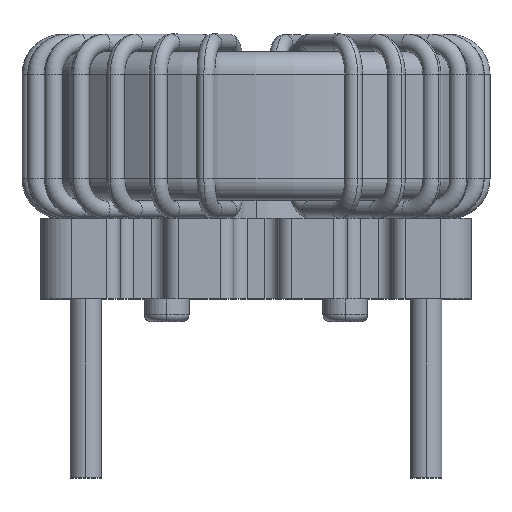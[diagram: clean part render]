
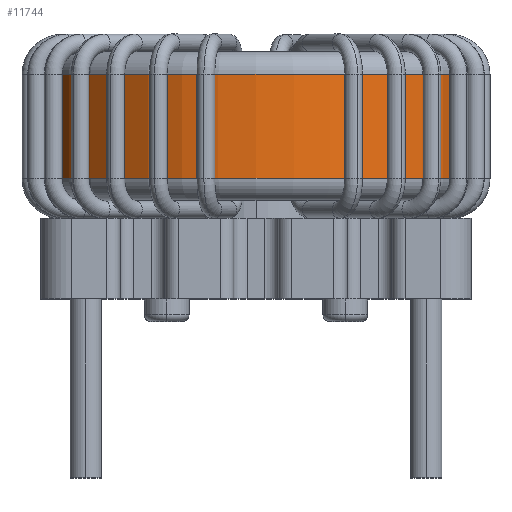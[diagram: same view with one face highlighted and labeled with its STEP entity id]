
A CAD part, top view. The second image highlights one B-rep face of the part: STEP entity #11744.
In plain terms, the highlighted cylindrical face has radius 4.84 mm (diameter 9.68 mm), a partial arc.
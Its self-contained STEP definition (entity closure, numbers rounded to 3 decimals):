
#67 = CARTESIAN_POINT ( 'NONE',  ( -4.84, 5.53, 0. ) ) ;
#462 = ORIENTED_EDGE ( 'NONE', *, *, #16345, .F. ) ;
#1732 = ORIENTED_EDGE ( 'NONE', *, *, #18034, .T. ) ;
#2115 = CARTESIAN_POINT ( 'NONE',  ( 4.84, 2.7, 0. ) ) ;
#2697 = CARTESIAN_POINT ( 'NONE',  ( 0., 5.53, 0. ) ) ;
#3502 = DIRECTION ( 'NONE',  ( 0., 1., 0. ) ) ;
#3641 = VECTOR ( 'NONE', #4084, 1000. ) ;
#3788 = DIRECTION ( 'NONE',  ( 1., 0., 0. ) ) ;
#4084 = DIRECTION ( 'NONE',  ( 0., -1., 0. ) ) ;
#4234 = DIRECTION ( 'NONE',  ( 0., -1., 0. ) ) ;
#5223 = CARTESIAN_POINT ( 'NONE',  ( 0., 5.03, 0. ) ) ;
#5670 = DIRECTION ( 'NONE',  ( 0., -1., 0. ) ) ;
#6050 = AXIS2_PLACEMENT_3D ( 'NONE', #5223, #20043, #3788 ) ;
#7001 = CARTESIAN_POINT ( 'NONE',  ( 4.84, 5.03, 0. ) ) ;
#7155 = EDGE_CURVE ( 'NONE', #17938, #19103, #22241, .T. ) ;
#7659 = VECTOR ( 'NONE', #5670, 1000. ) ;
#8583 = CARTESIAN_POINT ( 'NONE',  ( 0., 2.7, 0. ) ) ;
#9132 = CARTESIAN_POINT ( 'NONE',  ( -4.84, 5.03, 0. ) ) ;
#10059 = VERTEX_POINT ( 'NONE', #2115 ) ;
#10362 = CYLINDRICAL_SURFACE ( 'NONE', #19936, 4.84 ) ;
#10533 = EDGE_LOOP ( 'NONE', ( #462, #11423, #1732, #14945 ) ) ;
#11423 = ORIENTED_EDGE ( 'NONE', *, *, #7155, .T. ) ;
#11744 = ADVANCED_FACE ( 'NONE', ( #13200 ), #10362, .T. ) ;
#13129 = CARTESIAN_POINT ( 'NONE',  ( 4.84, 5.53, 0. ) ) ;
#13200 = FACE_OUTER_BOUND ( 'NONE', #10533, .T. ) ;
#13604 = CARTESIAN_POINT ( 'NONE',  ( -4.84, 2.7, 0. ) ) ;
#14675 = CIRCLE ( 'NONE', #21778, 4.84 ) ;
#14945 = ORIENTED_EDGE ( 'NONE', *, *, #22348, .T. ) ;
#16345 = EDGE_CURVE ( 'NONE', #17938, #10059, #20903, .T. ) ;
#16457 = VERTEX_POINT ( 'NONE', #13604 ) ;
#16702 = DIRECTION ( 'NONE',  ( -1., 0., 0. ) ) ;
#17438 = LINE ( 'NONE', #67, #7659 ) ;
#17938 = VERTEX_POINT ( 'NONE', #7001 ) ;
#18034 = EDGE_CURVE ( 'NONE', #19103, #16457, #17438, .T. ) ;
#19103 = VERTEX_POINT ( 'NONE', #9132 ) ;
#19936 = AXIS2_PLACEMENT_3D ( 'NONE', #2697, #4234, #16702 ) ;
#20043 = DIRECTION ( 'NONE',  ( 0., -1., 0. ) ) ;
#20903 = LINE ( 'NONE', #13129, #3641 ) ;
#21021 = DIRECTION ( 'NONE',  ( 1., 0., 0. ) ) ;
#21778 = AXIS2_PLACEMENT_3D ( 'NONE', #8583, #3502, #21021 ) ;
#22241 = CIRCLE ( 'NONE', #6050, 4.84 ) ;
#22348 = EDGE_CURVE ( 'NONE', #16457, #10059, #14675, .T. ) ;
